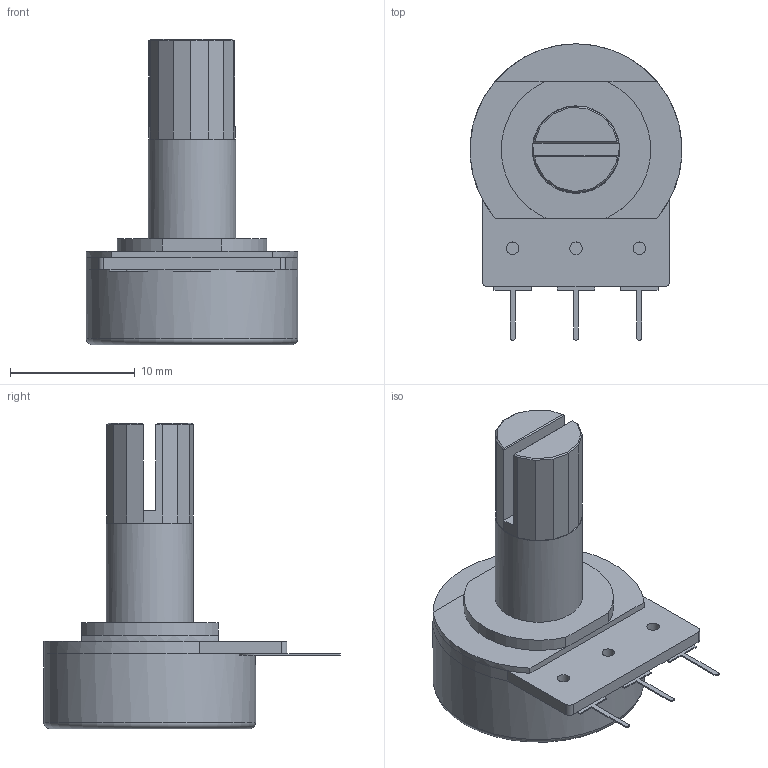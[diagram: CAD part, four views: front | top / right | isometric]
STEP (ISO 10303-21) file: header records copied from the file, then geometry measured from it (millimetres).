
FILE_DESCRIPTION(('FreeCAD Model'),'2;1');
FILE_NAME('pot_panel.stp','2020-11-22T18:30:14',( 'Author'),(''),'Open CASCADE STEP processor 7.3','FreeCAD','Unknown' );
FILE_SCHEMA(('CONFIG_CONTROL_DESIGN','SHAPE_APPEARANCE_LAYER_MIM'));
Length unit declared in the file: millimetre
Products named in the file (1): Body
Bounding box: 17 x 23.78 x 24.5 mm (x, y, z)
Volume: 2399 mm3; surface area: 1462.2 mm2
Topology: 1 solids, 1 shells, 118 faces, 272 edges, 160 vertices
Faces by surface type: plane 97, cylinder 20, torus 1
Full cylindrical faces by diameter (mm): 1 x3, 7 x1, 17 x1
Entity records: 6897 total; most frequent: CARTESIAN_POINT 1221, DIRECTION 1095, LINE 698, VECTOR 698, ORIENTED_EDGE 544, PCURVE 544, DEFINITIONAL_REPRESENTATION 544, EDGE_CURVE 272
